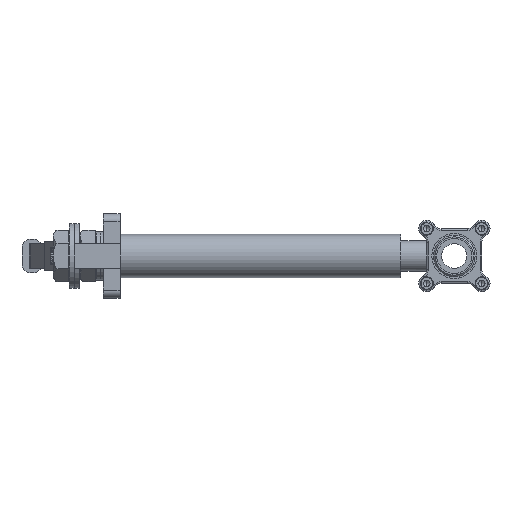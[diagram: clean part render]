
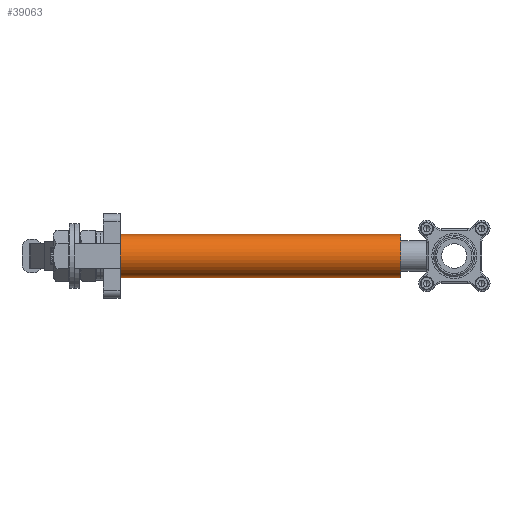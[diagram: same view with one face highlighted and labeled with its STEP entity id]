
A CAD part, left-side view. The second image highlights one B-rep face of the part: STEP entity #39063.
In plain terms, the highlighted cylindrical face has radius 13.1 mm (diameter 26.2 mm), a partial arc.
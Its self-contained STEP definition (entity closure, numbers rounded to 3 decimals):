
#1026 = CIRCLE ( 'NONE', #28483, 13.1 ) ;
#3972 = CARTESIAN_POINT ( 'NONE',  ( 0., 0., 0. ) ) ;
#7882 = CARTESIAN_POINT ( 'NONE',  ( 0., 32.17, 13.1 ) ) ;
#9234 = CARTESIAN_POINT ( 'NONE',  ( 0., 201., -13.1 ) ) ;
#9831 = EDGE_CURVE ( 'NONE', #17135, #54251, #1026, .T. ) ;
#11467 = ORIENTED_EDGE ( 'NONE', *, *, #9831, .F. ) ;
#13006 = DIRECTION ( 'NONE',  ( 0., -1., 0. ) ) ;
#14520 = EDGE_LOOP ( 'NONE', ( #32722, #72955, #58231, #11467 ) ) ;
#15956 = CIRCLE ( 'NONE', #72561, 13.1 ) ;
#17135 = VERTEX_POINT ( 'NONE', #7882 ) ;
#19649 = DIRECTION ( 'NONE',  ( 0., -1., 0. ) ) ;
#20349 = DIRECTION ( 'NONE',  ( 0., -1., 0. ) ) ;
#23185 = DIRECTION ( 'NONE',  ( 0., 0., -1. ) ) ;
#27248 = CYLINDRICAL_SURFACE ( 'NONE', #99281, 13.1 ) ;
#28483 = AXIS2_PLACEMENT_3D ( 'NONE', #62503, #84288, #77199 ) ;
#29241 = VERTEX_POINT ( 'NONE', #9234 ) ;
#30348 = VERTEX_POINT ( 'NONE', #76342 ) ;
#32722 = ORIENTED_EDGE ( 'NONE', *, *, #73836, .F. ) ;
#36035 = CARTESIAN_POINT ( 'NONE',  ( 0., 0., 13.1 ) ) ;
#39063 = ADVANCED_FACE ( 'NONE', ( #96145 ), #27248, .T. ) ;
#42194 = CARTESIAN_POINT ( 'NONE',  ( 0., 32.17, -13.1 ) ) ;
#46983 = DIRECTION ( 'NONE',  ( 0., -1., 0. ) ) ;
#48810 = EDGE_CURVE ( 'NONE', #29241, #54251, #89993, .T. ) ;
#54251 = VERTEX_POINT ( 'NONE', #42194 ) ;
#58231 = ORIENTED_EDGE ( 'NONE', *, *, #48810, .T. ) ;
#58642 = DIRECTION ( 'NONE',  ( 0., 0., -1. ) ) ;
#62503 = CARTESIAN_POINT ( 'NONE',  ( 0., 32.17, 0. ) ) ;
#65962 = LINE ( 'NONE', #36035, #67588 ) ;
#67588 = VECTOR ( 'NONE', #20349, 1000. ) ;
#68218 = CARTESIAN_POINT ( 'NONE',  ( 0., 0., -13.1 ) ) ;
#72561 = AXIS2_PLACEMENT_3D ( 'NONE', #99690, #46983, #23185 ) ;
#72955 = ORIENTED_EDGE ( 'NONE', *, *, #79108, .T. ) ;
#73836 = EDGE_CURVE ( 'NONE', #30348, #17135, #65962, .T. ) ;
#76342 = CARTESIAN_POINT ( 'NONE',  ( 0., 201., 13.1 ) ) ;
#77199 = DIRECTION ( 'NONE',  ( 0., 0., -1. ) ) ;
#79108 = EDGE_CURVE ( 'NONE', #30348, #29241, #15956, .T. ) ;
#84288 = DIRECTION ( 'NONE',  ( 0., -1., 0. ) ) ;
#88271 = VECTOR ( 'NONE', #13006, 1000. ) ;
#89993 = LINE ( 'NONE', #68218, #88271 ) ;
#96145 = FACE_OUTER_BOUND ( 'NONE', #14520, .T. ) ;
#99281 = AXIS2_PLACEMENT_3D ( 'NONE', #3972, #19649, #58642 ) ;
#99690 = CARTESIAN_POINT ( 'NONE',  ( 0., 201., 0. ) ) ;
